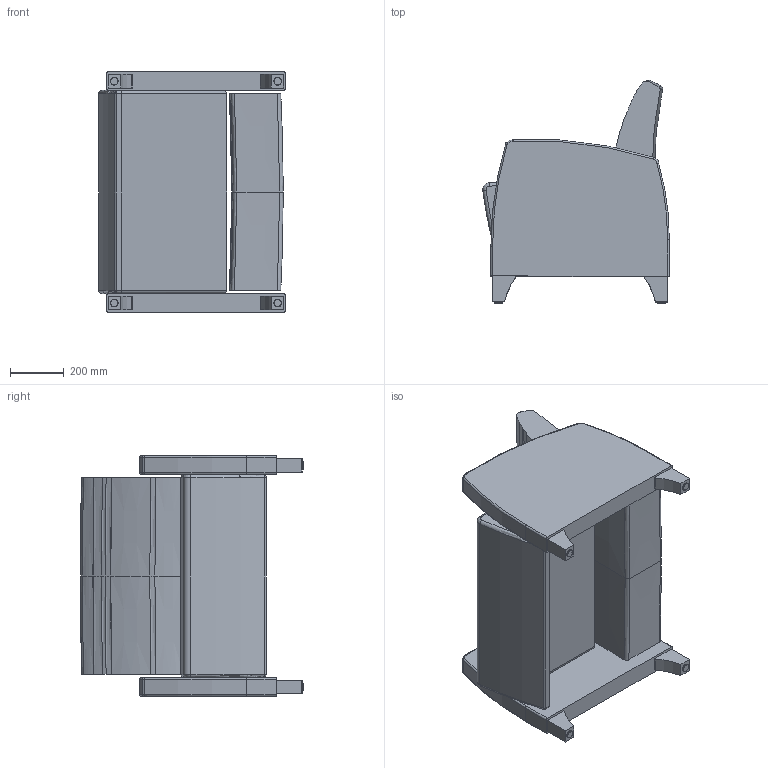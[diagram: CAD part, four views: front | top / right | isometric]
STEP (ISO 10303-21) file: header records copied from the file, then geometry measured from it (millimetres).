
FILE_DESCRIPTION(/* description */ (''),/* implementation_level */ '2;1');
FILE_NAME(/* name */ 'KOU10BF (SYMBOL).stp',/* time_stamp */ '2017-03-13T14:40:48-04:00',/* author */ ('emerkel'),/* organization */ (''),/* preprocessor_version */ 'ST-DEVELOPER v16.5',/* originating_system */ 'Autodesk Inventor 2017',/* authorisation */ '');
FILE_SCHEMA (('AUTOMOTIVE_DESIGN { 1 0 10303 214 3 1 1 }'));
Length unit declared in the file: inch
Products named in the file (7): KOU10BF (SYMBOL); KOD10 ARM2; KOU10 SEAT; KOU10B NEW BACK; NEW KOU LEG; NEW KOU LEG_1; GLIDE APFAA06-1
Assembly tree (10 placements, depth 3):
  KOU10BF (SYMBOL)
    KOD10 ARM2  x2
    KOU10 SEAT
    KOU10B NEW BACK
    NEW KOU LEG  x4
      NEW KOU LEG_1
      GLIDE APFAA06-1
Bounding box: 694.61 x 829.65 x 895.35 mm (x, y, z)
Volume: 172083754.3 mm3; surface area: 4329277.7 mm2
Topology: 28 solids, 28 shells, 393 faces, 903 edges, 576 vertices
Faces by surface type: plane 173, cylinder 70, cone 64, bspline 52, torus 34
Full cylindrical faces by diameter (mm): 10.77 x4, 16.002 x4, 19.05 x4, 28.575 x4
Entity records: 5965 total; most frequent: CARTESIAN_POINT 2126, ORIENTED_EDGE 762, DIRECTION 762, EDGE_CURVE 381, AXIS2_PLACEMENT_3D 329, VERTEX_POINT 239, EDGE_LOOP 176, FACE_OUTER_BOUND 168
